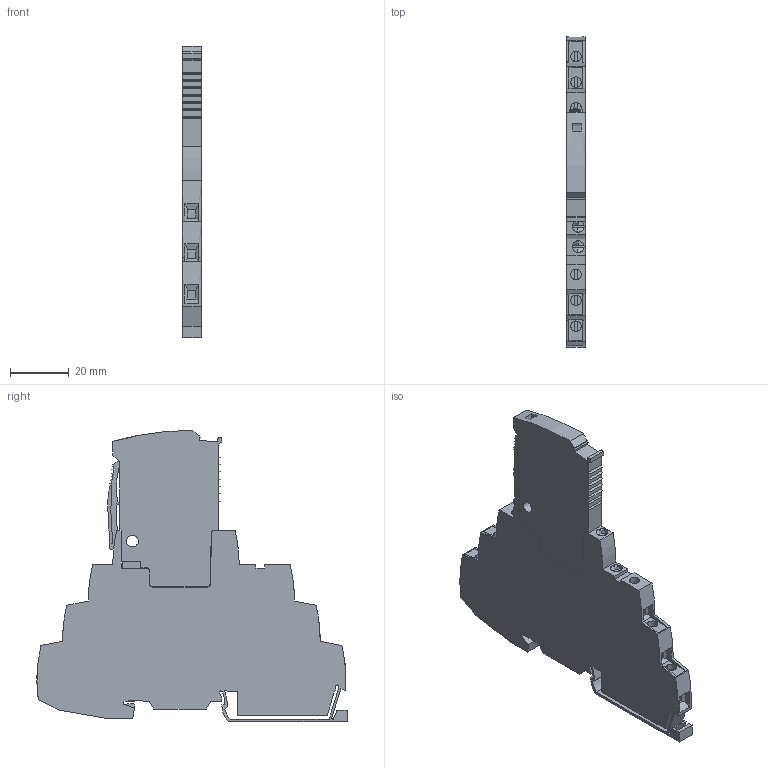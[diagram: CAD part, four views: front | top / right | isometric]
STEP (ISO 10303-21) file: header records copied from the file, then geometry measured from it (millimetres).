
FILE_DESCRIPTION(('Creo Elements/Direct Modeling STEP Export'),'2;1');
FILE_NAME('model.stp','2020-07-06T10:14:28',(''),(''),'Creo Elements/Direct Modeling STEP processor for AP214 (Solid Model)','Creo Elements/Direct Modeling 20.1A 29-Sep-2018 (C) Parametric Technology GmbH','');
FILE_SCHEMA(('AUTOMOTIVE_DESIGN { 1 0 10303 214 1 1 1 1 }'));
Length unit declared in the file: millimetre
Products named in the file (2): TTC_6P...M...UT_I-select
Assembly tree (1 placements, depth 2):
  TTC_6P...M...UT_I-select
    TTC_6P...M...UT_I-select
Bounding box: 6.3 x 105.77 x 99.4 mm (x, y, z)
Volume: 37600.2 mm3; surface area: 17602.7 mm2
Topology: 1 solids, 1 shells, 372 faces, 1071 edges, 716 vertices
Faces by surface type: plane 297, cylinder 67, cone 4, bspline 4
Entity records: 18804 total; most frequent: CARTESIAN_POINT 6089, ORIENTED_EDGE 2142, DIRECTION 1945, EDGE_CURVE 1071, VECTOR 857, LINE 857, VERTEX_POINT 716, AXIS2_PLACEMENT_3D 544
